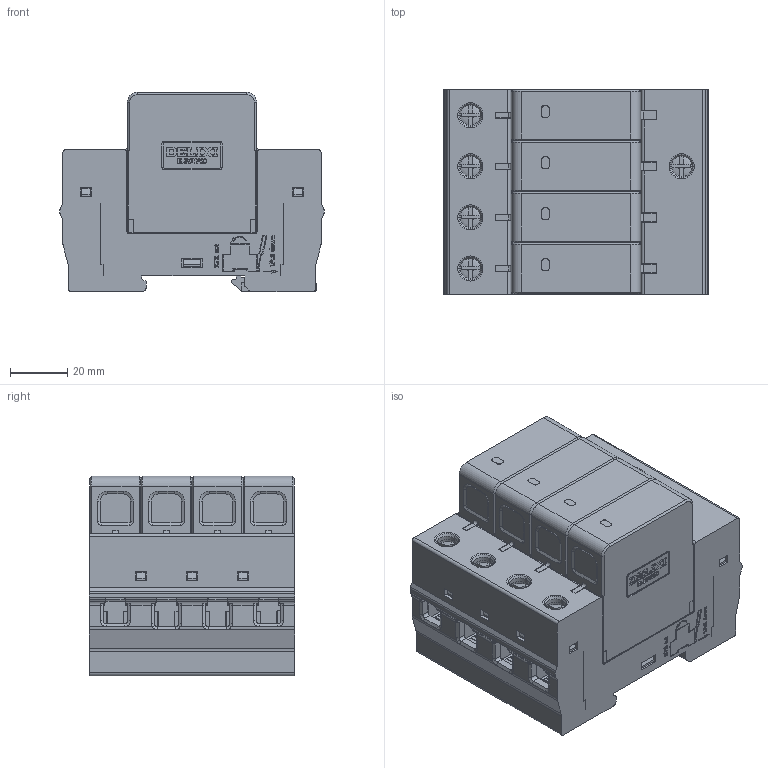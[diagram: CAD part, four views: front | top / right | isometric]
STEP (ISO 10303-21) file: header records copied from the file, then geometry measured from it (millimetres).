
FILE_DESCRIPTION((''),'2;1');
FILE_NAME('4P_SW000001','2025-06-19T',('weiren.liu'),(''),'PRO/ENGINEER BY PARAMETRIC TECHNOLOGY CORPORATION, 2017170','PRO/ENGINEER BY PARAMETRIC TECHNOLOGY CORPORATION, 2017170','');
FILE_SCHEMA(('CONFIG_CONTROL_DESIGN'));
Products named in the file (1): 4P_SW000001
Bounding box: 92 x 71.6 x 69.5 mm (x, y, z)
Volume: 138788.2 mm3; surface area: 154727.3 mm2
Topology: 1 solids, 4 shells, 6210 faces, 18025 edges, 11767 vertices
Faces by surface type: plane 5302, cylinder 706, cone 94, torus 70, sphere 20, bspline 18
Entity records: 209473 total; most frequent: CARTESIAN_POINT 44525, ORIENTED_EDGE 36040, DIRECTION 31719, EDGE_CURVE 18020, VECTOR 16033, LINE 16033, VERTEX_POINT 11767, AXIS2_PLACEMENT_3D 7843
